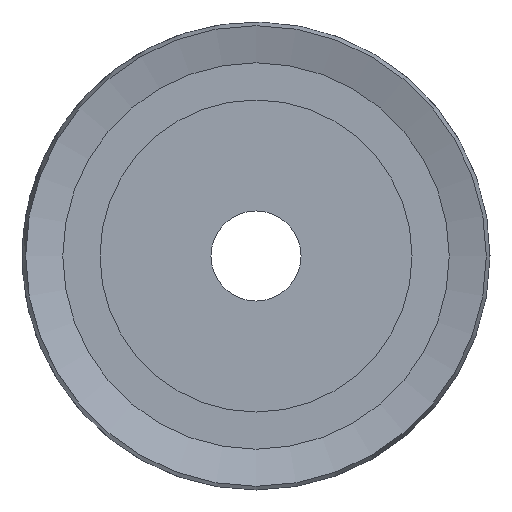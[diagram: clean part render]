
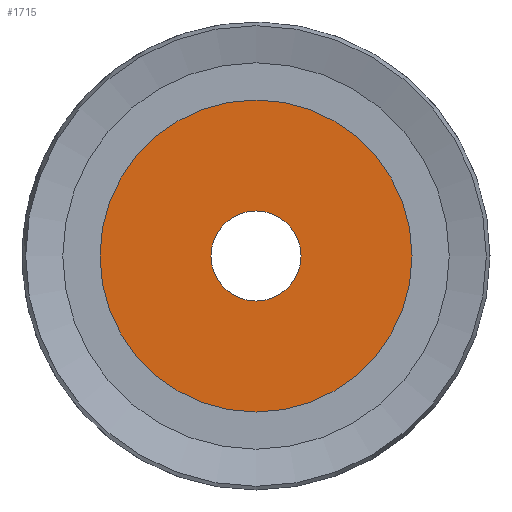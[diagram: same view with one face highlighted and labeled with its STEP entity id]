
A CAD part, left-side view. The second image highlights one B-rep face of the part: STEP entity #1715.
In plain terms, the highlighted planar face has unit normal (-1, 0, 0).
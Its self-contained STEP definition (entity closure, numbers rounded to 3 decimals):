
#30=PLANE('',#1887);
#106=CIRCLE('',#1888,11.);
#107=CIRCLE('',#1889,3.175);
#334=ORIENTED_EDGE('',*,*,#862,.F.);
#335=ORIENTED_EDGE('',*,*,#863,.T.);
#862=EDGE_CURVE('',#1126,#1126,#106,.T.);
#863=EDGE_CURVE('',#1127,#1127,#107,.T.);
#1126=VERTEX_POINT('',#3014);
#1127=VERTEX_POINT('',#3016);
#1372=EDGE_LOOP('',(#334));
#1373=EDGE_LOOP('',(#335));
#1506=FACE_BOUND('',#1372,.T.);
#1507=FACE_BOUND('',#1373,.T.);
#1715=ADVANCED_FACE('',(#1506,#1507),#30,.F.);
#1887=AXIS2_PLACEMENT_3D('',#3012,#2293,#2294);
#1888=AXIS2_PLACEMENT_3D('',#3013,#2295,#2296);
#1889=AXIS2_PLACEMENT_3D('',#3015,#2297,#2298);
#2293=DIRECTION('',(1.,0.,0.));
#2294=DIRECTION('',(0.,0.,-1.));
#2295=DIRECTION('',(1.,0.,0.));
#2296=DIRECTION('',(0.,0.,-1.));
#2297=DIRECTION('',(1.,0.,0.));
#2298=DIRECTION('',(0.,0.,-1.));
#3012=CARTESIAN_POINT('',(0.,0.,0.));
#3013=CARTESIAN_POINT('',(0.,0.,0.));
#3014=CARTESIAN_POINT('',(0.,0.,-11.));
#3015=CARTESIAN_POINT('',(0.,0.,0.));
#3016=CARTESIAN_POINT('',(0.,0.,-3.175));
